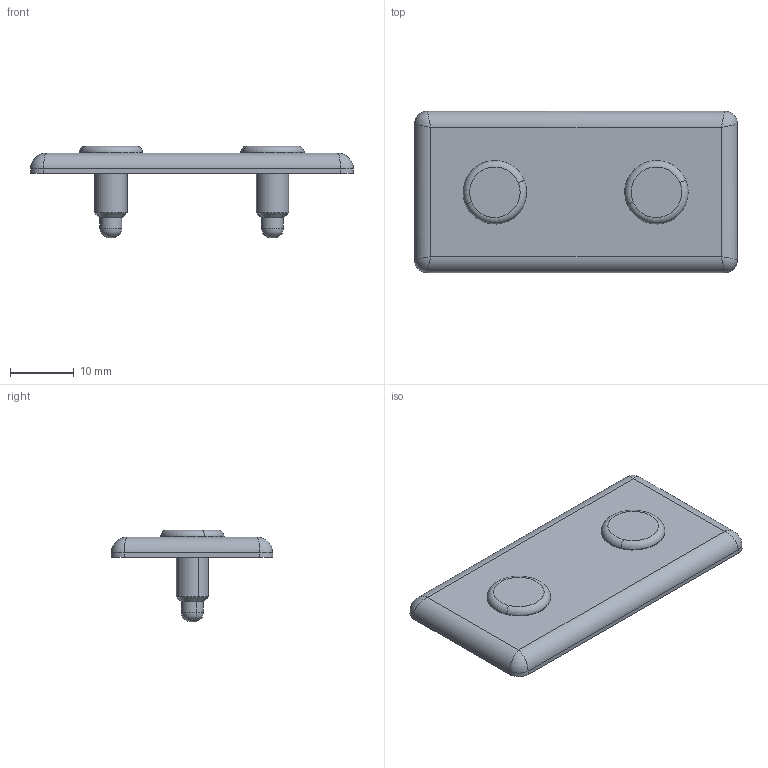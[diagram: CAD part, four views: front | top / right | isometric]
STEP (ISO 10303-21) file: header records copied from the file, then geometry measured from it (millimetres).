
FILE_DESCRIPTION (( 'STEP AP203' ), '1' );
FILE_NAME ('655010.SLDASM.step', '2003-10-13T11:33:37', ( 'Jerry Winters' ), ( 'GoEngineer' ), 'SwSTEP 2.0', 'SolidWorks 2003174', '' );
FILE_SCHEMA (( 'CONFIG_CONTROL_DESIGN' ));
Length unit declared in the file: inch
Products named in the file (3): 655010.SLDASM; TSLOT ENDCAPS_1020_655010; 651084
Assembly tree (3 placements, depth 2):
  655010.SLDASM
    651084  x2
    TSLOT ENDCAPS_1020_655010
Bounding box: 50.8 x 25.4 x 14.43 mm (x, y, z)
Volume: 4165.5 mm3; surface area: 3597.9 mm2
Topology: 3 solids, 3 shells, 60 faces, 124 edges, 72 vertices
Faces by surface type: cylinder 24, plane 16, torus 8, cone 8, bspline 4
Entity records: 4507 total; most frequent: CARTESIAN_POINT 3313, DIRECTION 196, ORIENTED_EDGE 168, EDGE_CURVE 84, AXIS2_PLACEMENT_3D 81, VERTEX_POINT 50, EDGE_LOOP 48, ADVANCED_FACE 41
